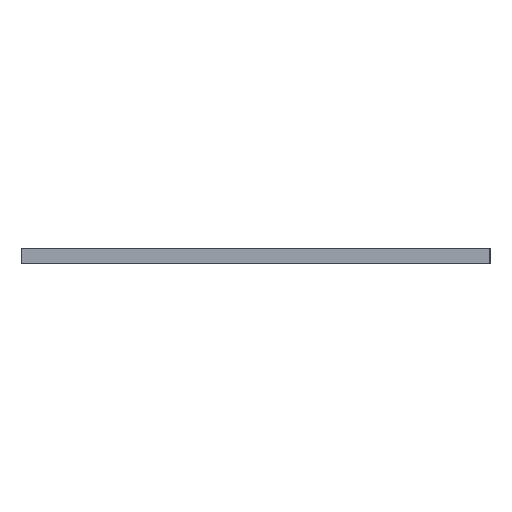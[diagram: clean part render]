
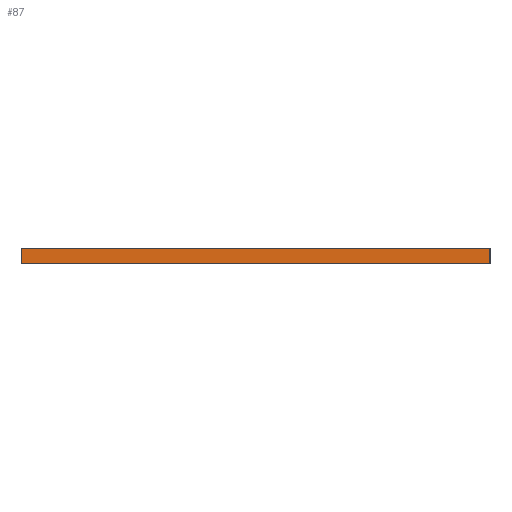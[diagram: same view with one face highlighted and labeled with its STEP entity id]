
A CAD part, left-side view. The second image highlights one B-rep face of the part: STEP entity #87.
In plain terms, the highlighted planar face has unit normal (-1, 0, 0).
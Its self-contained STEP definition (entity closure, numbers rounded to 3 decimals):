
#51 = EDGE_CURVE('',#52,#54,#56,.T.);
#52 = VERTEX_POINT('',#53);
#53 = CARTESIAN_POINT('',(14.605,-13.97,0.));
#54 = VERTEX_POINT('',#55);
#55 = CARTESIAN_POINT('',(14.605,-13.97,-1.6));
#56 = LINE('',#57,#58);
#57 = CARTESIAN_POINT('',(14.605,-13.97,0.));
#58 = VECTOR('',#59,1.);
#59 = DIRECTION('',(0.,0.,-1.));
#87 = ADVANCED_FACE('',(#88),#113,.F.);
#88 = FACE_BOUND('',#89,.F.);
#89 = EDGE_LOOP('',(#90,#100,#106,#107));
#90 = ORIENTED_EDGE('',*,*,#91,.T.);
#91 = EDGE_CURVE('',#92,#94,#96,.T.);
#92 = VERTEX_POINT('',#93);
#93 = CARTESIAN_POINT('',(14.605,-62.23,0.));
#94 = VERTEX_POINT('',#95);
#95 = CARTESIAN_POINT('',(14.605,-62.23,-1.6));
#96 = LINE('',#97,#98);
#97 = CARTESIAN_POINT('',(14.605,-62.23,0.));
#98 = VECTOR('',#99,1.);
#99 = DIRECTION('',(0.,0.,-1.));
#100 = ORIENTED_EDGE('',*,*,#101,.T.);
#101 = EDGE_CURVE('',#94,#54,#102,.T.);
#102 = LINE('',#103,#104);
#103 = CARTESIAN_POINT('',(14.605,-62.23,-1.6));
#104 = VECTOR('',#105,1.);
#105 = DIRECTION('',(0.,1.,0.));
#106 = ORIENTED_EDGE('',*,*,#51,.F.);
#107 = ORIENTED_EDGE('',*,*,#108,.F.);
#108 = EDGE_CURVE('',#92,#52,#109,.T.);
#109 = LINE('',#110,#111);
#110 = CARTESIAN_POINT('',(14.605,-62.23,0.));
#111 = VECTOR('',#112,1.);
#112 = DIRECTION('',(0.,1.,0.));
#113 = PLANE('',#114);
#114 = AXIS2_PLACEMENT_3D('',#115,#116,#117);
#115 = CARTESIAN_POINT('',(14.605,-62.23,0.));
#116 = DIRECTION('',(1.,0.,0.));
#117 = DIRECTION('',(0.,1.,0.));
